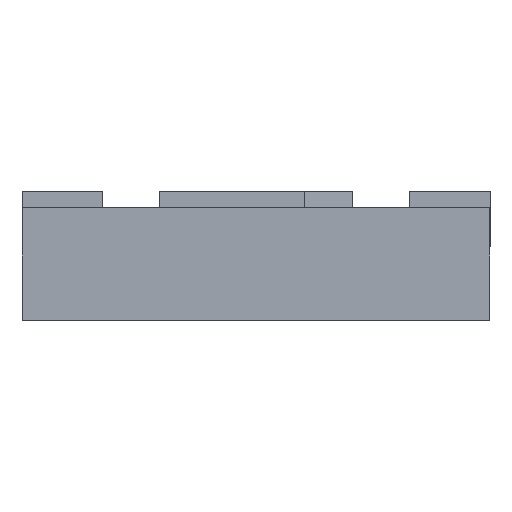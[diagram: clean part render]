
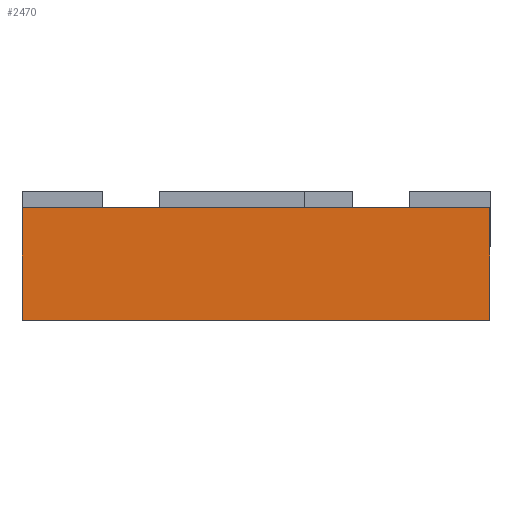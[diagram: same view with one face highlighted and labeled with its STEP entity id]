
A CAD part, left-side view. The second image highlights one B-rep face of the part: STEP entity #2470.
In plain terms, the highlighted planar face has unit normal (-1, 0, 0).
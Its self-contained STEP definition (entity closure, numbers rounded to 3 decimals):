
#291 = CARTESIAN_POINT ( 'NONE',  ( 0., 0., -0.4 ) ) ;
#335 = LINE ( 'NONE', #336, #337 ) ;
#336 = CARTESIAN_POINT ( 'NONE',  ( 0., 1.45, -0.4 ) ) ;
#337 = VECTOR ( 'NONE', #338, 1000. ) ;
#338 = DIRECTION ( 'NONE',  ( 0., 0., 1. ) ) ;
#677 = LINE ( 'NONE', #678, #679 ) ;
#678 = CARTESIAN_POINT ( 'NONE',  ( 0., 0., -0.4 ) ) ;
#679 = VECTOR ( 'NONE', #680, 1000. ) ;
#680 = DIRECTION ( 'NONE',  ( 0., -1., 0. ) ) ;
#1207 = VERTEX_POINT ( 'NONE', #1396 ) ;
#1294 = VERTEX_POINT ( 'NONE', #1481 ) ;
#1365 = FACE_OUTER_BOUND ( 'NONE', #2275, .T. ) ;
#1379 = EDGE_CURVE ( 'NONE', #2034, #1207, #1508, .T. ) ;
#1384 = PLANE ( 'NONE',  #1385 ) ;
#1385 = AXIS2_PLACEMENT_3D ( 'NONE', #1386, #1387, #1388 ) ;
#1386 = CARTESIAN_POINT ( 'NONE',  ( 0., 0., -0.4 ) ) ;
#1387 = DIRECTION ( 'NONE',  ( -1., 0., 0. ) ) ;
#1388 = DIRECTION ( 'NONE',  ( 0., 0., 1. ) ) ;
#1396 = CARTESIAN_POINT ( 'NONE',  ( 0., 0., -0.05 ) ) ;
#1481 = CARTESIAN_POINT ( 'NONE',  ( 0., 1.45, -0.05 ) ) ;
#1493 = LINE ( 'NONE', #1494, #1495 ) ;
#1494 = CARTESIAN_POINT ( 'NONE',  ( 0., 0., -0.05 ) ) ;
#1495 = VECTOR ( 'NONE', #1496, 1000. ) ;
#1496 = DIRECTION ( 'NONE',  ( 0., -1., 0. ) ) ;
#1508 = LINE ( 'NONE', #1509, #1510 ) ;
#1509 = CARTESIAN_POINT ( 'NONE',  ( 0., 0., -0.4 ) ) ;
#1510 = VECTOR ( 'NONE', #1511, 1000. ) ;
#1511 = DIRECTION ( 'NONE',  ( 0., 0., 1. ) ) ;
#1825 = CARTESIAN_POINT ( 'NONE',  ( 0., 1.45, -0.4 ) ) ;
#2034 = VERTEX_POINT ( 'NONE', #291 ) ;
#2161 = EDGE_CURVE ( 'NONE', #2308, #1294, #335, .T. ) ;
#2183 = ORIENTED_EDGE ( 'NONE', *, *, #2196, .T. ) ;
#2196 = EDGE_CURVE ( 'NONE', #2308, #2034, #677, .T. ) ;
#2219 = ORIENTED_EDGE ( 'NONE', *, *, #2482, .F. ) ;
#2264 = ORIENTED_EDGE ( 'NONE', *, *, #2161, .F. ) ;
#2275 = EDGE_LOOP ( 'NONE', ( #2219, #2264, #2183, #2343 ) ) ;
#2308 = VERTEX_POINT ( 'NONE', #1825 ) ;
#2343 = ORIENTED_EDGE ( 'NONE', *, *, #1379, .T. ) ;
#2470 = ADVANCED_FACE ( 'NONE', ( #1365 ), #1384, .T. ) ;
#2482 = EDGE_CURVE ( 'NONE', #1294, #1207, #1493, .T. ) ;
